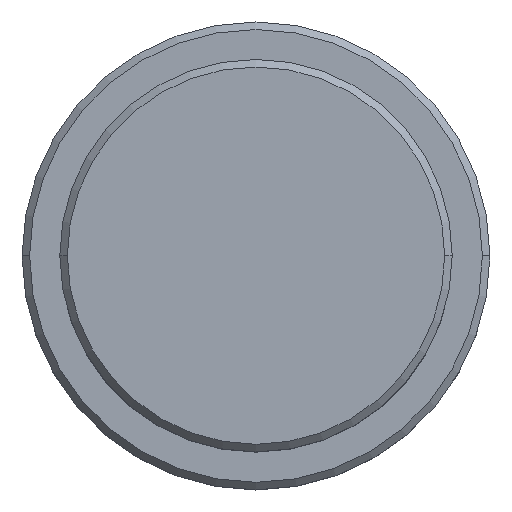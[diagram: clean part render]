
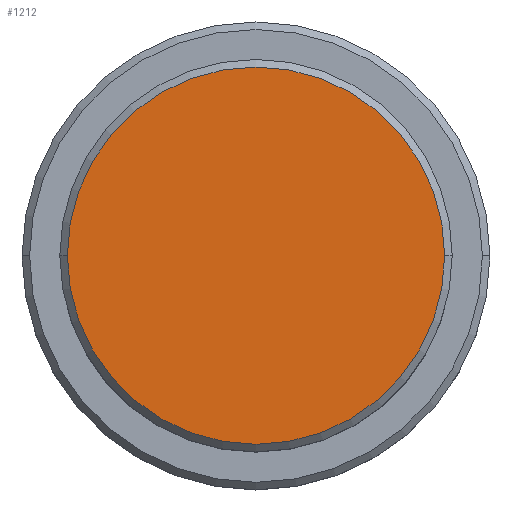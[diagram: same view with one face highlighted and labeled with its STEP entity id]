
A CAD part, top view. The second image highlights one B-rep face of the part: STEP entity #1212.
In plain terms, the highlighted planar face has unit normal (0, 0, 1).
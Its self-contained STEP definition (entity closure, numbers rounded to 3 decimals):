
#17 = VERTEX_POINT ( 'NONE', #361 ) ;
#105 = DIRECTION ( 'NONE',  ( 1., 0., 0. ) ) ;
#107 = VERTEX_POINT ( 'NONE', #1065 ) ;
#205 = PLANE ( 'NONE',  #1385 ) ;
#234 = CARTESIAN_POINT ( 'NONE',  ( 0., 0., 0. ) ) ;
#238 = EDGE_CURVE ( 'NONE', #107, #17, #565, .T. ) ;
#327 = AXIS2_PLACEMENT_3D ( 'NONE', #234, #666, #885 ) ;
#343 = DIRECTION ( 'NONE',  ( 0., 0., 1. ) ) ;
#361 = CARTESIAN_POINT ( 'NONE',  ( -12.5, 0., 0. ) ) ;
#466 = FACE_OUTER_BOUND ( 'NONE', #559, .T. ) ;
#540 = AXIS2_PLACEMENT_3D ( 'NONE', #1200, #1319, #105 ) ;
#559 = EDGE_LOOP ( 'NONE', ( #1264, #1101 ) ) ;
#565 = CIRCLE ( 'NONE', #540, 12.5 ) ;
#666 = DIRECTION ( 'NONE',  ( 0., 0., 1. ) ) ;
#673 = DIRECTION ( 'NONE',  ( 1., 0., 0. ) ) ;
#736 = EDGE_CURVE ( 'NONE', #17, #107, #993, .T. ) ;
#885 = DIRECTION ( 'NONE',  ( 1., 0., 0. ) ) ;
#993 = CIRCLE ( 'NONE', #327, 12.5 ) ;
#1065 = CARTESIAN_POINT ( 'NONE',  ( 12.5, 0., 0. ) ) ;
#1101 = ORIENTED_EDGE ( 'NONE', *, *, #238, .T. ) ;
#1198 = CARTESIAN_POINT ( 'NONE',  ( 0., 0., 0. ) ) ;
#1200 = CARTESIAN_POINT ( 'NONE',  ( 0., 0., 0. ) ) ;
#1212 = ADVANCED_FACE ( 'NONE', ( #466 ), #205, .T. ) ;
#1264 = ORIENTED_EDGE ( 'NONE', *, *, #736, .T. ) ;
#1319 = DIRECTION ( 'NONE',  ( 0., 0., 1. ) ) ;
#1385 = AXIS2_PLACEMENT_3D ( 'NONE', #1198, #343, #673 ) ;
